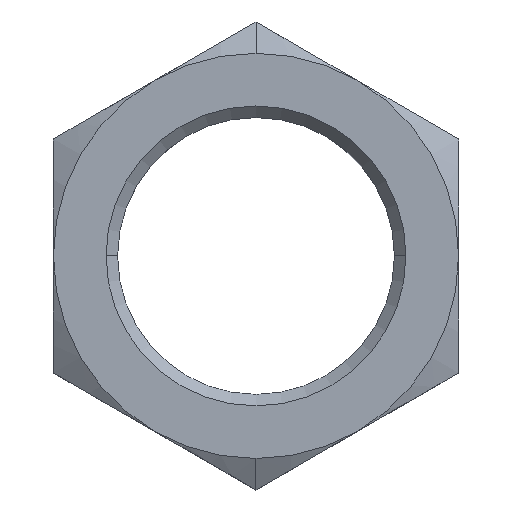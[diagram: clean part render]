
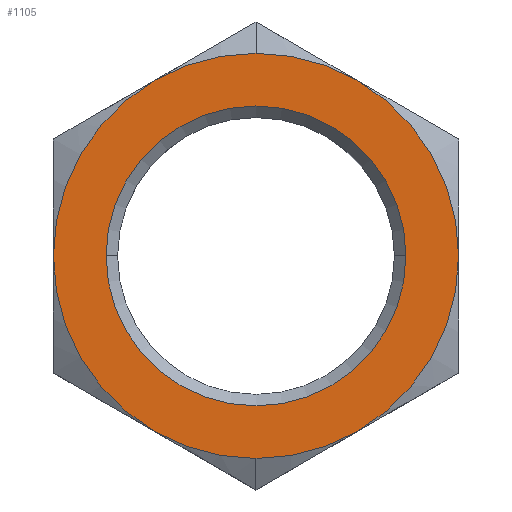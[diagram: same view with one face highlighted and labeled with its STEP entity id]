
A CAD part, top view. The second image highlights one B-rep face of the part: STEP entity #1105.
In plain terms, the highlighted planar face has unit normal (0, 0, 1).
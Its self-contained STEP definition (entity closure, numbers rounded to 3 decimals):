
#133=CARTESIAN_POINT('',(11.1,0.0,7.));
#134=VERTEX_POINT('',#133);
#142=CARTESIAN_POINT('',(-11.1,0.,7.));
#143=VERTEX_POINT('',#142);
#150=CARTESIAN_POINT('',(0.0,0.0,7.));
#151=DIRECTION('',(0.0,0.0,-1.0));
#152=DIRECTION('',(1.0,0.0,0.0));
#153=AXIS2_PLACEMENT_3D('',#150,#151,#152);
#154=CIRCLE('',#153,11.1);
#155=EDGE_CURVE('',#134,#143,#154,.T.);
#300=CARTESIAN_POINT('',(0.,-15.,7.));
#301=VERTEX_POINT('',#300);
#308=CARTESIAN_POINT('',(7.5,-12.99,7.));
#309=VERTEX_POINT('',#308);
#323=CARTESIAN_POINT('',(0.0,0.0,7.));
#324=DIRECTION('',(0.0,0.0,1.0));
#325=DIRECTION('',(0.0,1.0,0.0));
#326=AXIS2_PLACEMENT_3D('',#323,#324,#325);
#327=CIRCLE('',#326,15.);
#328=EDGE_CURVE('',#301,#309,#327,.T.);
#338=CARTESIAN_POINT('',(0.,15.,7.));
#339=VERTEX_POINT('',#338);
#348=CARTESIAN_POINT('',(7.5,12.99,7.));
#349=VERTEX_POINT('',#348);
#350=CARTESIAN_POINT('',(0.0,0.0,7.));
#351=DIRECTION('',(0.0,0.0,1.0));
#352=DIRECTION('',(0.0,1.0,0.0));
#353=AXIS2_PLACEMENT_3D('',#350,#351,#352);
#354=CIRCLE('',#353,15.);
#355=EDGE_CURVE('',#349,#339,#354,.T.);
#379=CARTESIAN_POINT('',(-7.5,12.99,7.));
#380=VERTEX_POINT('',#379);
#394=CARTESIAN_POINT('',(0.0,0.0,7.));
#395=DIRECTION('',(0.0,0.0,1.0));
#396=DIRECTION('',(0.0,1.0,0.0));
#397=AXIS2_PLACEMENT_3D('',#394,#395,#396);
#398=CIRCLE('',#397,15.);
#399=EDGE_CURVE('',#339,#380,#398,.T.);
#411=CARTESIAN_POINT('',(15.0,0.,7.));
#412=VERTEX_POINT('',#411);
#439=CARTESIAN_POINT('',(0.0,0.0,7.));
#440=DIRECTION('',(0.0,0.0,1.0));
#441=DIRECTION('',(0.0,1.0,0.0));
#442=AXIS2_PLACEMENT_3D('',#439,#440,#441);
#443=CIRCLE('',#442,15.);
#444=EDGE_CURVE('',#412,#349,#443,.T.);
#482=CARTESIAN_POINT('',(0.0,0.0,7.));
#483=DIRECTION('',(0.0,0.0,1.0));
#484=DIRECTION('',(0.0,1.0,0.0));
#485=AXIS2_PLACEMENT_3D('',#482,#483,#484);
#486=CIRCLE('',#485,15.);
#487=EDGE_CURVE('',#309,#412,#486,.T.);
#498=CARTESIAN_POINT('',(-7.5,-12.99,7.));
#499=VERTEX_POINT('',#498);
#500=CARTESIAN_POINT('',(0.0,0.0,7.));
#501=DIRECTION('',(0.0,0.0,1.0));
#502=DIRECTION('',(0.0,1.0,0.0));
#503=AXIS2_PLACEMENT_3D('',#500,#501,#502);
#504=CIRCLE('',#503,15.);
#505=EDGE_CURVE('',#499,#301,#504,.T.);
#543=CARTESIAN_POINT('',(-15.,0.0,7.));
#544=VERTEX_POINT('',#543);
#545=CARTESIAN_POINT('',(0.0,0.0,7.));
#546=DIRECTION('',(0.0,0.0,1.0));
#547=DIRECTION('',(0.0,1.0,0.0));
#548=AXIS2_PLACEMENT_3D('',#545,#546,#547);
#549=CIRCLE('',#548,15.);
#550=EDGE_CURVE('',#544,#499,#549,.T.);
#588=CARTESIAN_POINT('',(0.0,0.0,7.));
#589=DIRECTION('',(0.0,0.0,1.0));
#590=DIRECTION('',(0.0,1.0,0.0));
#591=AXIS2_PLACEMENT_3D('',#588,#589,#590);
#592=CIRCLE('',#591,15.);
#593=EDGE_CURVE('',#380,#544,#592,.T.);
#983=CARTESIAN_POINT('',(0.0,0.0,7.));
#984=DIRECTION('',(0.0,0.0,-1.0));
#985=DIRECTION('',(1.0,0.0,0.0));
#986=AXIS2_PLACEMENT_3D('',#983,#984,#985);
#987=CIRCLE('',#986,11.1);
#988=EDGE_CURVE('',#143,#134,#987,.T.);
#1086=CARTESIAN_POINT('',(0.,0.,7.));
#1087=DIRECTION('',(0.0,0.0,1.0));
#1088=DIRECTION('',(1.0,0.0,0.0));
#1089=AXIS2_PLACEMENT_3D('',#1086,#1087,#1088);
#1090=PLANE('',#1089);
#1091=ORIENTED_EDGE('',*,*,#593,.T.);
#1092=ORIENTED_EDGE('',*,*,#550,.T.);
#1093=ORIENTED_EDGE('',*,*,#505,.T.);
#1094=ORIENTED_EDGE('',*,*,#328,.T.);
#1095=ORIENTED_EDGE('',*,*,#487,.T.);
#1096=ORIENTED_EDGE('',*,*,#444,.T.);
#1097=ORIENTED_EDGE('',*,*,#355,.T.);
#1098=ORIENTED_EDGE('',*,*,#399,.T.);
#1099=EDGE_LOOP('',(#1091,#1092,#1093,#1094,#1095,#1096,#1097,#1098));
#1100=FACE_OUTER_BOUND('',#1099,.T.);
#1101=ORIENTED_EDGE('',*,*,#155,.T.);
#1102=ORIENTED_EDGE('',*,*,#988,.T.);
#1103=EDGE_LOOP('',(#1101,#1102));
#1104=FACE_BOUND('',#1103,.T.);
#1105=ADVANCED_FACE('',(#1100,#1104),#1090,.T.);
